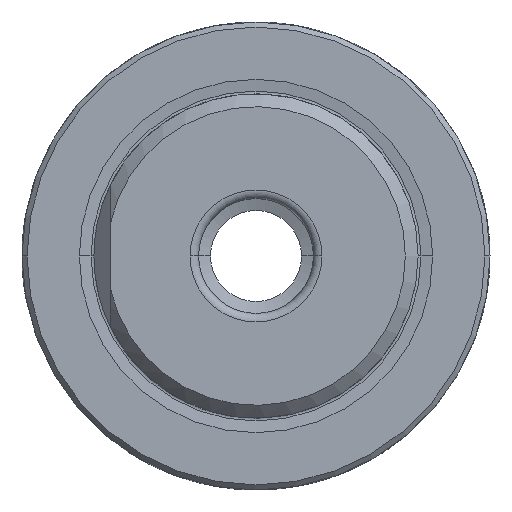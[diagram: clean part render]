
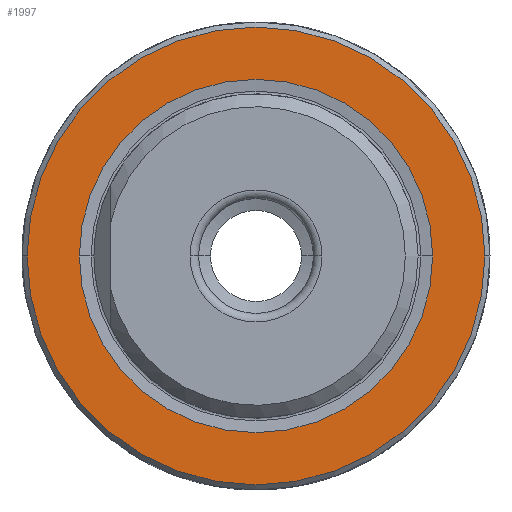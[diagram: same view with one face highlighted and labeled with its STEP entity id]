
A CAD part, left-side view. The second image highlights one B-rep face of the part: STEP entity #1997.
In plain terms, the highlighted planar face has unit normal (-1, 0, 0).
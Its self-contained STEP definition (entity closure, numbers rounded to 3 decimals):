
#856 = CIRCLE ( 'NONE', #24046, 20.765 ) ;
#1627 = AXIS2_PLACEMENT_3D ( 'NONE', #31579, #9602, #3161 ) ;
#1997 = ADVANCED_FACE ( 'NONE', ( #12492, #31168 ), #18936, .T. ) ;
#2194 = VERTEX_POINT ( 'NONE', #39437 ) ;
#2341 = CARTESIAN_POINT ( 'NONE',  ( 0., 0., 0. ) ) ;
#2580 = CARTESIAN_POINT ( 'NONE',  ( 0., -26.9, 0. ) ) ;
#3161 = DIRECTION ( 'NONE',  ( 0., -1., 0. ) ) ;
#3176 = DIRECTION ( 'NONE',  ( 0., 1., 0. ) ) ;
#4256 = DIRECTION ( 'NONE',  ( 1., 0., 0. ) ) ;
#4671 = CARTESIAN_POINT ( 'NONE',  ( 0., 0., 0. ) ) ;
#8119 = EDGE_LOOP ( 'NONE', ( #35350, #21174 ) ) ;
#9602 = DIRECTION ( 'NONE',  ( -1., 0., 0. ) ) ;
#10613 = CARTESIAN_POINT ( 'NONE',  ( 0., 20.765, 0. ) ) ;
#10688 = DIRECTION ( 'NONE',  ( 0., 1., 0. ) ) ;
#12492 = FACE_BOUND ( 'NONE', #12840, .T. ) ;
#12840 = EDGE_LOOP ( 'NONE', ( #35169, #31513 ) ) ;
#14510 = EDGE_CURVE ( 'NONE', #24347, #30924, #856, .T. ) ;
#15171 = EDGE_CURVE ( 'NONE', #2194, #27653, #37976, .T. ) ;
#18669 = CIRCLE ( 'NONE', #37780, 20.765 ) ;
#18936 = PLANE ( 'NONE',  #1627 ) ;
#21174 = ORIENTED_EDGE ( 'NONE', *, *, #33987, .F. ) ;
#21937 = DIRECTION ( 'NONE',  ( 1., 0., 0. ) ) ;
#24046 = AXIS2_PLACEMENT_3D ( 'NONE', #4671, #4256, #10688 ) ;
#24191 = AXIS2_PLACEMENT_3D ( 'NONE', #2341, #34477, #40686 ) ;
#24347 = VERTEX_POINT ( 'NONE', #37022 ) ;
#26170 = CIRCLE ( 'NONE', #24191, 26.9 ) ;
#27653 = VERTEX_POINT ( 'NONE', #2580 ) ;
#30924 = VERTEX_POINT ( 'NONE', #10613 ) ;
#31168 = FACE_OUTER_BOUND ( 'NONE', #8119, .T. ) ;
#31513 = ORIENTED_EDGE ( 'NONE', *, *, #31725, .T. ) ;
#31579 = CARTESIAN_POINT ( 'NONE',  ( 0., 20.765, 0. ) ) ;
#31725 = EDGE_CURVE ( 'NONE', #30924, #24347, #18669, .T. ) ;
#33987 = EDGE_CURVE ( 'NONE', #27653, #2194, #26170, .T. ) ;
#34012 = AXIS2_PLACEMENT_3D ( 'NONE', #34499, #40910, #3176 ) ;
#34477 = DIRECTION ( 'NONE',  ( 1., 0., 0. ) ) ;
#34499 = CARTESIAN_POINT ( 'NONE',  ( 0., 0., 0. ) ) ;
#35169 = ORIENTED_EDGE ( 'NONE', *, *, #14510, .T. ) ;
#35350 = ORIENTED_EDGE ( 'NONE', *, *, #15171, .F. ) ;
#37022 = CARTESIAN_POINT ( 'NONE',  ( 0., -20.765, 0. ) ) ;
#37290 = DIRECTION ( 'NONE',  ( 0., 1., 0. ) ) ;
#37780 = AXIS2_PLACEMENT_3D ( 'NONE', #40590, #21937, #37290 ) ;
#37976 = CIRCLE ( 'NONE', #34012, 26.9 ) ;
#39437 = CARTESIAN_POINT ( 'NONE',  ( 0., 26.9, 0. ) ) ;
#40590 = CARTESIAN_POINT ( 'NONE',  ( 0., 0., 0. ) ) ;
#40686 = DIRECTION ( 'NONE',  ( 0., 1., 0. ) ) ;
#40910 = DIRECTION ( 'NONE',  ( 1., 0., 0. ) ) ;
